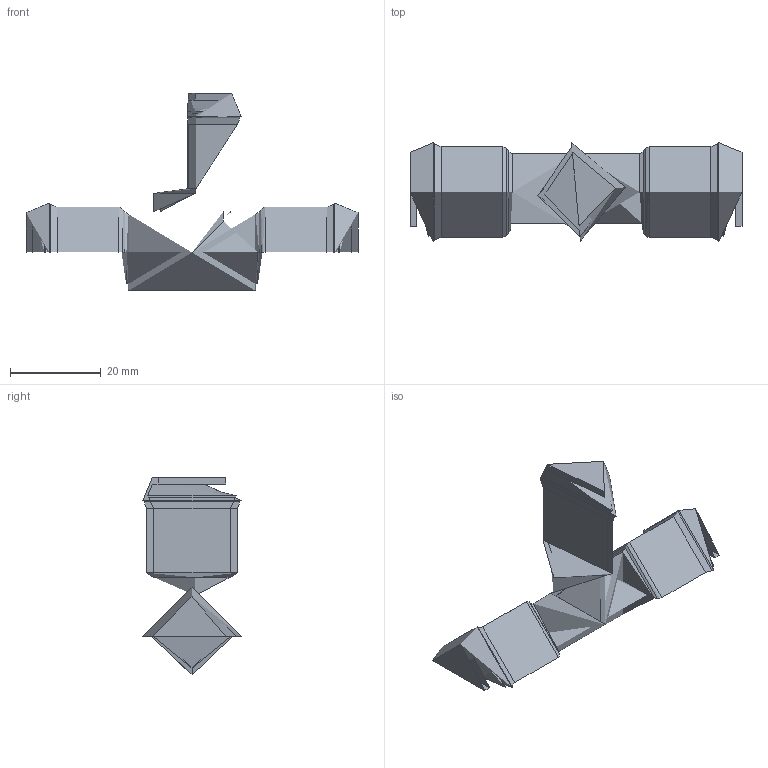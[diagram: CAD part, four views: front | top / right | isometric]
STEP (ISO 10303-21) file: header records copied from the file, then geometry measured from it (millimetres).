
FILE_DESCRIPTION(('FreeCAD Model'),'2;1');
FILE_NAME('Open CASCADE Shape Model','2025-10-20T15:00:59',('Author'),( ''),'Open CASCADE STEP processor 7.8','FreeCAD','Unknown');
FILE_SCHEMA(('AUTOMOTIVE_DESIGN { 1 0 10303 214 1 1 1 1 }'));
Length unit declared in the file: millimetre
Products named in the file (7): Unnamed128; COMPOUND; COMPOUND001; X-Achse; XY-Ebene; COMPOUND002; COMPOUND003
Assembly tree (18 placements, depth 3):
  Unnamed128
    COMPOUND
    COMPOUND001
      COMPOUND
    X-Achse  x6
    XY-Ebene  x6
    COMPOUND002
    COMPOUND003
      COMPOUND002
Bounding box: 73 x 21.74 x 43.4 mm (x, y, z)
Volume: 17635.6 mm3; surface area: 24758.7 mm2
Topology: 4 solids, 4 shells, 106 faces, 368 edges, 264 vertices
Faces by surface type: bspline 106
Entity records: 3092 total; most frequent: CARTESIAN_POINT 1982, ORIENTED_EDGE 354, EDGE_CURVE 177, VERTEX_POINT 132, FACE_BOUND 63, EDGE_LOOP 63, ADVANCED_FACE 53, DIRECTION 39
